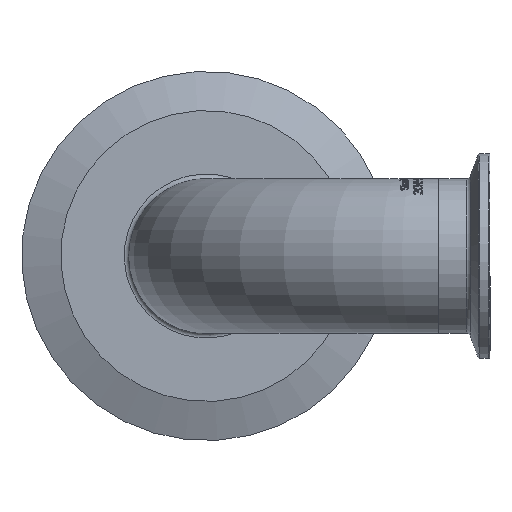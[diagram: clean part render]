
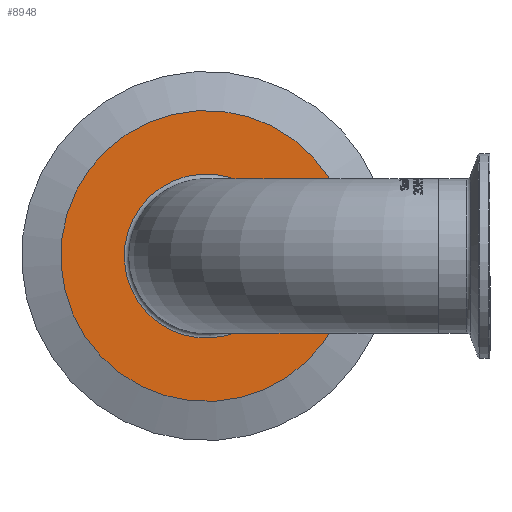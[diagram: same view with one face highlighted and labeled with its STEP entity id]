
A CAD part, left-side view. The second image highlights one B-rep face of the part: STEP entity #8948.
In plain terms, the highlighted planar face has unit normal (-1, 0, 0).
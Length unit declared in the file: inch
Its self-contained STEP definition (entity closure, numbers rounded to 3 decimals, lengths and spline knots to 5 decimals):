
#116=CIRCLE('',#9333,0.795);
#121=CIRCLE('',#9338,0.795);
#125=CIRCLE('',#9344,1.41035);
#126=CIRCLE('',#9345,1.41035);
#189=FACE_BOUND('',#2490,.T.);
#397=PLANE('',#9343);
#1950=FACE_OUTER_BOUND('',#2489,.T.);
#2489=EDGE_LOOP('',(#8302,#8303));
#2490=EDGE_LOOP('',(#8304,#8305));
#4232=VERTEX_POINT('',#20567);
#4233=VERTEX_POINT('',#20568);
#4240=VERTEX_POINT('',#20587);
#4241=VERTEX_POINT('',#20588);
#5592=EDGE_CURVE('',#4232,#4233,#116,.T.);
#5597=EDGE_CURVE('',#4233,#4232,#121,.T.);
#5602=EDGE_CURVE('',#4240,#4241,#125,.T.);
#5603=EDGE_CURVE('',#4241,#4240,#126,.T.);
#8302=ORIENTED_EDGE('',*,*,#5602,.T.);
#8303=ORIENTED_EDGE('',*,*,#5603,.T.);
#8304=ORIENTED_EDGE('',*,*,#5592,.F.);
#8305=ORIENTED_EDGE('',*,*,#5597,.F.);
#8948=ADVANCED_FACE('',(#1950,#189),#397,.T.);
#9333=AXIS2_PLACEMENT_3D('',#20569,#10505,#10506);
#9338=AXIS2_PLACEMENT_3D('',#20577,#10515,#10516);
#9343=AXIS2_PLACEMENT_3D('',#20586,#10526,#10527);
#9344=AXIS2_PLACEMENT_3D('',#20589,#10528,#10529);
#9345=AXIS2_PLACEMENT_3D('',#20590,#10530,#10531);
#10505=DIRECTION('center_axis',(-1.,0.,0.));
#10506=DIRECTION('ref_axis',(0.,0.998,-0.061));
#10515=DIRECTION('center_axis',(-1.,0.,0.));
#10516=DIRECTION('ref_axis',(0.,0.998,-0.061));
#10526=DIRECTION('center_axis',(-1.,0.,0.));
#10527=DIRECTION('ref_axis',(0.,-0.061,-0.998));
#10528=DIRECTION('center_axis',(-1.,0.,0.));
#10529=DIRECTION('ref_axis',(0.,-0.998,0.061));
#10530=DIRECTION('center_axis',(-1.,0.,0.));
#10531=DIRECTION('ref_axis',(0.,-0.998,0.061));
#20567=CARTESIAN_POINT('',(0.25,-0.79353,0.04834));
#20568=CARTESIAN_POINT('',(0.25,0.04834,0.79353));
#20569=CARTESIAN_POINT('Origin',(0.25,0.,0.));
#20577=CARTESIAN_POINT('Origin',(0.25,0.,0.));
#20586=CARTESIAN_POINT('Origin',(0.25,-1.07818,0.06568));
#20587=CARTESIAN_POINT('',(0.25,-1.40774,0.08575));
#20588=CARTESIAN_POINT('',(0.25,1.40774,-0.08575));
#20589=CARTESIAN_POINT('Origin',(0.25,0.,0.));
#20590=CARTESIAN_POINT('Origin',(0.25,0.,0.));
